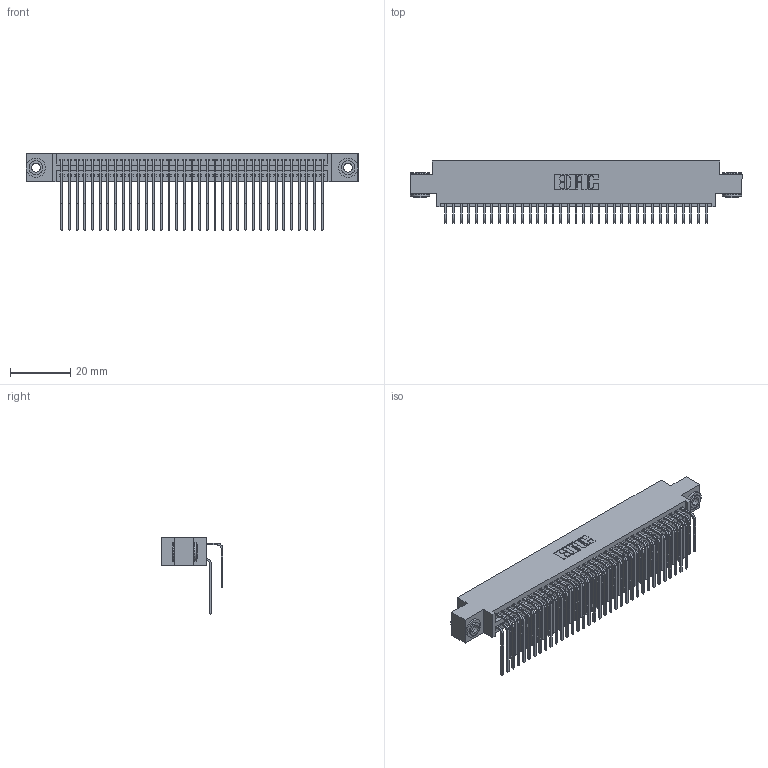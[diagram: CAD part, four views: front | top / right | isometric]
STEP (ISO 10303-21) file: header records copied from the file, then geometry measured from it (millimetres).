
FILE_DESCRIPTION (( 'STEP AP203' ), '1' );
FILE_NAME ('395-070-559-803.STEP', '2019-10-24T11:19:31', ( '' ), ( '' ), 'SwSTEP 2.0', 'SolidWorks 2016', '' );
FILE_SCHEMA (( 'CONFIG_CONTROL_DESIGN' ));
Length unit declared in the file: inch
Products named in the file (5): 345 Part_0.170 Offset - 0.156 Dia-TH; 345-292-001_558 559 Tail - 1; 345-292-001_559 Tail - 2; 345-250-002_345-250-002-102; 395-070-559-803
Assembly tree (73 placements, depth 2):
  395-070-559-803
    345 Part_0.170 Offset - 0.156 Dia-TH
    345-292-001_558 559 Tail - 1  x35
    345-292-001_559 Tail - 2  x35
    345-250-002_345-250-002-102  x2
Bounding box: 110.11 x 20.56 x 25.53 mm (x, y, z)
Volume: 10940.9 mm3; surface area: 18284.2 mm2
Topology: 73 solids, 73 shells, 3808 faces, 11279 edges, 7422 vertices
Faces by surface type: plane 2544, cylinder 1256, cone 8
Entity records: 30838 total; most frequent: CARTESIAN_POINT 5198, ORIENTED_EDGE 5074, DIRECTION 4595, EDGE_CURVE 2537, LINE 2201, VECTOR 2201, VERTEX_POINT 1686, AXIS2_PLACEMENT_3D 1197
